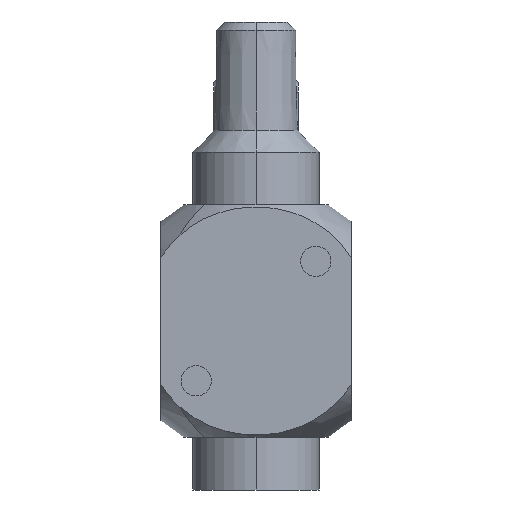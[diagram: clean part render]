
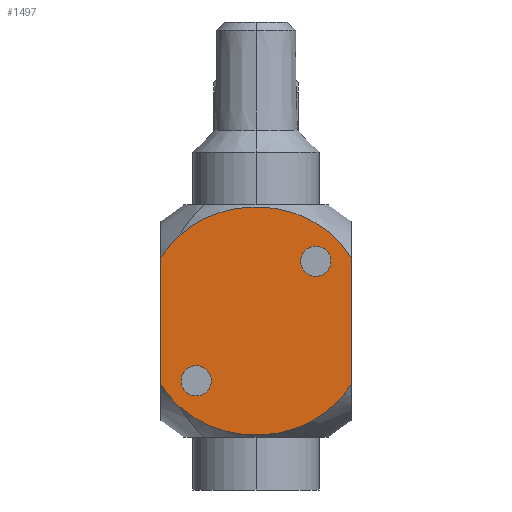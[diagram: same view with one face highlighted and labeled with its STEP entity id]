
A CAD part, front view. The second image highlights one B-rep face of the part: STEP entity #1497.
In plain terms, the highlighted planar face has unit normal (0, -1, 0).
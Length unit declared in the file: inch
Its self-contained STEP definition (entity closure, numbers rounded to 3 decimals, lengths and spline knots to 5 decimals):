
#263=CARTESIAN_POINT('',(0.5625,0.,0.37481));
#264=CARTESIAN_POINT('',(0.54675,0.,0.40036));
#265=CARTESIAN_POINT('',(0.51211,0.,0.44826));
#266=CARTESIAN_POINT('',(0.44877,0.,0.51299));
#267=CARTESIAN_POINT('',(0.38172,0.,0.56411));
#268=CARTESIAN_POINT('',(0.31564,0.,0.60244));
#269=CARTESIAN_POINT('',(0.25088,0.,0.63089));
#270=CARTESIAN_POINT('',(0.18681,0.,0.65154));
#271=CARTESIAN_POINT('',(0.12353,0.,0.66541));
#272=CARTESIAN_POINT('',(0.06368,0.,0.67306));
#273=CARTESIAN_POINT('',(0.00743,0.,0.67573));
#274=CARTESIAN_POINT('',(-0.04697,0.,0.67423));
#275=CARTESIAN_POINT('',(-0.10147,0.,0.66867));
#276=CARTESIAN_POINT('',(-0.15658,0.,0.65868));
#277=CARTESIAN_POINT('',(-0.21056,0.,0.64434));
#278=CARTESIAN_POINT('',(-0.26302,0.,0.6257));
#279=CARTESIAN_POINT('',(-0.31339,0.,0.60292));
#280=CARTESIAN_POINT('',(-0.3616,0.,0.57599));
#281=CARTESIAN_POINT('',(-0.40737,0.,0.54494));
#282=CARTESIAN_POINT('',(-0.4361,0.,0.5215));
#283=CARTESIAN_POINT('',(-0.45,0.,0.50907));
#285=CARTESIAN_POINT('',(-0.45,0.,-0.50907));
#286=CARTESIAN_POINT('',(-0.43763,0.,-0.52013));
#287=CARTESIAN_POINT('',(-0.41215,0.,-0.54113));
#288=CARTESIAN_POINT('',(-0.37175,0.,-0.5694));
#289=CARTESIAN_POINT('',(-0.32929,0.,-0.59445));
#290=CARTESIAN_POINT('',(-0.28492,0.,-0.61626));
#291=CARTESIAN_POINT('',(-0.23875,0.,-0.63477));
#292=CARTESIAN_POINT('',(-0.19158,0.,-0.64975));
#293=CARTESIAN_POINT('',(-0.1435,0.,-0.6613));
#294=CARTESIAN_POINT('',(-0.09409,0.,-0.66955));
#295=CARTESIAN_POINT('',(-0.04337,0.,-0.67438));
#296=CARTESIAN_POINT('',(0.00754,0.,-0.67562));
#297=CARTESIAN_POINT('',(0.05812,0.,-0.67334));
#298=CARTESIAN_POINT('',(0.10782,0.,-0.6676));
#299=CARTESIAN_POINT('',(0.1558,0.,-0.65866));
#300=CARTESIAN_POINT('',(0.20267,0.,-0.64654));
#301=CARTESIAN_POINT('',(0.24911,0.,-0.63095));
#302=CARTESIAN_POINT('',(0.29405,0.,-0.61206));
#303=CARTESIAN_POINT('',(0.33618,0.,-0.59063));
#304=CARTESIAN_POINT('',(0.37812,0.,-0.5653));
#305=CARTESIAN_POINT('',(0.42159,0.,-0.53408));
#306=CARTESIAN_POINT('',(0.46771,0.,-0.49422));
#307=CARTESIAN_POINT('',(0.5161,0.,-0.44243));
#308=CARTESIAN_POINT('',(0.54754,0.,-0.39908));
#309=CARTESIAN_POINT('',(0.5625,0.,-0.37481));
#311=CARTESIAN_POINT('',(-0.5625,0.,-0.37481));
#312=CARTESIAN_POINT('',(-0.55731,0.,-0.38323));
#313=CARTESIAN_POINT('',(-0.54655,0.,-0.39975));
#314=CARTESIAN_POINT('',(-0.52933,0.,-0.42356));
#315=CARTESIAN_POINT('',(-0.51108,0.,-0.4464));
#316=CARTESIAN_POINT('',(-0.49178,0.,-0.4683));
#317=CARTESIAN_POINT('',(-0.47148,0.,-0.48924));
#318=CARTESIAN_POINT('',(-0.45727,0.,-0.50257));
#319=CARTESIAN_POINT('',(-0.45,0.,-0.50907));
#321=DIRECTION('',(0.,0.,1.));
#322=VECTOR('',#321,0.74961);
#323=CARTESIAN_POINT('',(-0.5625,0.,-0.37481));
#324=LINE('',#323,#322);
#325=CARTESIAN_POINT('',(-0.45,0.,0.50907));
#326=CARTESIAN_POINT('',(-0.45728,0.,0.50256));
#327=CARTESIAN_POINT('',(-0.4715,0.,0.48922));
#328=CARTESIAN_POINT('',(-0.49185,0.,0.46823));
#329=CARTESIAN_POINT('',(-0.51118,0.,0.44628));
#330=CARTESIAN_POINT('',(-0.52945,0.,0.42341));
#331=CARTESIAN_POINT('',(-0.54664,0.,0.39962));
#332=CARTESIAN_POINT('',(-0.55734,0.,0.38318));
#333=CARTESIAN_POINT('',(-0.5625,0.,0.37481));
#335=CARTESIAN_POINT('',(-0.35355,0.,-0.35355));
#336=DIRECTION('',(0.,-1.,0.));
#337=DIRECTION('',(1.,0.,0.));
#338=AXIS2_PLACEMENT_3D('',#335,#336,#337);
#340=CARTESIAN_POINT('',(-0.35355,0.,-0.35355));
#341=DIRECTION('',(0.,-1.,0.));
#342=DIRECTION('',(-1.,0.,0.));
#343=AXIS2_PLACEMENT_3D('',#340,#341,#342);
#345=CARTESIAN_POINT('',(0.35355,0.,0.35355));
#346=DIRECTION('',(0.,-1.,0.));
#347=DIRECTION('',(1.,0.,0.));
#348=AXIS2_PLACEMENT_3D('',#345,#346,#347);
#350=CARTESIAN_POINT('',(0.35355,0.,0.35355));
#351=DIRECTION('',(0.,-1.,0.));
#352=DIRECTION('',(-1.,0.,0.));
#353=AXIS2_PLACEMENT_3D('',#350,#351,#352);
#398=DIRECTION('',(0.,0.,1.));
#399=VECTOR('',#398,0.74961);
#400=CARTESIAN_POINT('',(0.5625,0.,-0.37481));
#401=LINE('',#400,#399);
#801=VERTEX_POINT('',#263);
#802=VERTEX_POINT('',#283);
#803=VERTEX_POINT('',#333);
#815=CARTESIAN_POINT('',(-0.45,0.,-0.50907));
#817=VERTEX_POINT('',#815);
#818=VERTEX_POINT('',#309);
#819=VERTEX_POINT('',#311);
#888=CARTESIAN_POINT('',(-0.26355,0.,-0.35355));
#889=CARTESIAN_POINT('',(-0.44355,0.,-0.35355));
#890=VERTEX_POINT('',#888);
#891=VERTEX_POINT('',#889);
#892=CARTESIAN_POINT('',(0.44355,0.,0.35355));
#893=CARTESIAN_POINT('',(0.26355,0.,0.35355));
#894=VERTEX_POINT('',#892);
#895=VERTEX_POINT('',#893);
#1470=CARTESIAN_POINT('',(-0.5625,0.,-0.6875));
#1471=DIRECTION('',(0.,-1.,0.));
#1472=DIRECTION('',(1.,0.,0.));
#1473=AXIS2_PLACEMENT_3D('',#1470,#1471,#1472);
#1474=PLANE('',#1473);
#1475=ORIENTED_EDGE('',*,*,#1192,.F.);
#1477=ORIENTED_EDGE('',*,*,#1476,.F.);
#1478=ORIENTED_EDGE('',*,*,#1084,.F.);
#1479=ORIENTED_EDGE('',*,*,#1131,.F.);
#1481=ORIENTED_EDGE('',*,*,#1480,.T.);
#1482=ORIENTED_EDGE('',*,*,#1457,.F.);
#1483=EDGE_LOOP('',(#1475,#1477,#1478,#1479,#1481,#1482));
#1484=FACE_OUTER_BOUND('',#1483,.F.);
#1486=ORIENTED_EDGE('',*,*,#1485,.T.);
#1488=ORIENTED_EDGE('',*,*,#1487,.T.);
#1489=EDGE_LOOP('',(#1486,#1488));
#1490=FACE_BOUND('',#1489,.F.);
#1492=ORIENTED_EDGE('',*,*,#1491,.T.);
#1494=ORIENTED_EDGE('',*,*,#1493,.T.);
#1495=EDGE_LOOP('',(#1492,#1494));
#1496=FACE_BOUND('',#1495,.F.);
#1497=ADVANCED_FACE('',(#1484,#1490,#1496),#1474,.T.);
#284=B_SPLINE_CURVE_WITH_KNOTS('',3,(#263,#264,#265,#266,#267,#268,#269,#270,
#271,#272,#273,#274,#275,#276,#277,#278,#279,#280,#281,#282,#283),.UNSPECIFIED.,
.F.,.F.,(4,1,1,1,1,1,1,1,1,1,1,1,1,1,1,1,1,1,4),(0.,0.05556,
0.11111,0.16667,0.22222,0.27778,
0.33333,0.38889,0.44444,0.5,0.55556,
0.61111,0.66667,0.72222,0.77778,
0.83333,0.88889,0.94444,1.),.UNSPECIFIED.);
#310=B_SPLINE_CURVE_WITH_KNOTS('',3,(#285,#286,#287,#288,#289,#290,#291,#292,
#293,#294,#295,#296,#297,#298,#299,#300,#301,#302,#303,#304,#305,#306,#307,#308,
#309),.UNSPECIFIED.,.F.,.F.,(4,1,1,1,1,1,1,1,1,1,1,1,1,1,1,1,1,1,1,1,1,1,4),(
0.,0.04545,0.09091,0.13636,0.18182,
0.22727,0.27273,0.31818,0.36364,
0.40909,0.45455,0.5,0.54545,0.59091,
0.63636,0.68182,0.72727,0.77273,
0.81818,0.86364,0.90909,0.95455,1.),
.UNSPECIFIED.);
#320=B_SPLINE_CURVE_WITH_KNOTS('',3,(#311,#312,#313,#314,#315,#316,#317,#318,
#319),.UNSPECIFIED.,.F.,.F.,(4,1,1,1,1,1,4),(0.,0.16667,
0.33333,0.5,0.66667,0.83333,1.),
.UNSPECIFIED.);
#334=B_SPLINE_CURVE_WITH_KNOTS('',3,(#325,#326,#327,#328,#329,#330,#331,#332,
#333),.UNSPECIFIED.,.F.,.F.,(4,1,1,1,1,1,4),(0.,0.16667,
0.33333,0.5,0.66667,0.83333,1.),
.UNSPECIFIED.);
#339=CIRCLE('',#338,0.09);
#344=CIRCLE('',#343,0.09);
#349=CIRCLE('',#348,0.09);
#354=CIRCLE('',#353,0.09);
#1084=EDGE_CURVE('',#817,#818,#310,.T.);
#1131=EDGE_CURVE('',#819,#817,#320,.T.);
#1192=EDGE_CURVE('',#801,#802,#284,.T.);
#1457=EDGE_CURVE('',#802,#803,#334,.T.);
#1476=EDGE_CURVE('',#818,#801,#401,.T.);
#1480=EDGE_CURVE('',#819,#803,#324,.T.);
#1485=EDGE_CURVE('',#890,#891,#339,.T.);
#1487=EDGE_CURVE('',#891,#890,#344,.T.);
#1491=EDGE_CURVE('',#894,#895,#349,.T.);
#1493=EDGE_CURVE('',#895,#894,#354,.T.);
